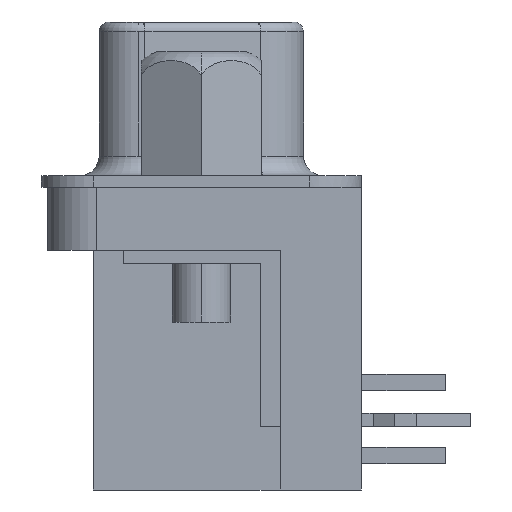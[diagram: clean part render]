
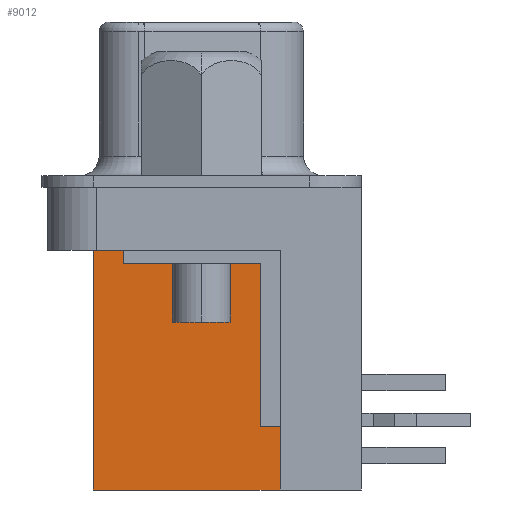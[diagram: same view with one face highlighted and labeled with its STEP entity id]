
A CAD part, left-side view. The second image highlights one B-rep face of the part: STEP entity #9012.
In plain terms, the highlighted planar face has unit normal (-1, 0, 0).
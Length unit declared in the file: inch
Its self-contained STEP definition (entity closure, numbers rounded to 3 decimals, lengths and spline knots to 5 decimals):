
#1480 = DIRECTION ( 'NONE',  ( 0., 1., 0. ) ) ;
#1481 = VECTOR ( 'NONE', #1480, 39.37008 ) ;
#1482 = CARTESIAN_POINT ( 'NONE',  ( -1.107, -0.121, -0.097 ) ) ;
#1483 = LINE ( 'NONE', #1482, #1481 ) ;
#1484 = CARTESIAN_POINT ( 'NONE',  ( -1.107, 0.166, -0.097 ) ) ;
#1797 = CARTESIAN_POINT ( 'NONE',  ( -1.107, -0.121, -0.097 ) ) ;
#1842 = CARTESIAN_POINT ( 'NONE',  ( -1.107, -0.121, -0.465 ) ) ;
#1880 = DIRECTION ( 'NONE',  ( 0., 0., -1. ) ) ;
#1881 = VECTOR ( 'NONE', #1880, 39.37008 ) ;
#1882 = CARTESIAN_POINT ( 'NONE',  ( -1.107, -0.121, 0.19104 ) ) ;
#1883 = LINE ( 'NONE', #1882, #1881 ) ;
#2840 = CARTESIAN_POINT ( 'NONE',  ( -1.107, 0.166, -0.465 ) ) ;
#2868 = DIRECTION ( 'NONE',  ( 0., 0., -1. ) ) ;
#2869 = VECTOR ( 'NONE', #2868, 39.37008 ) ;
#2870 = CARTESIAN_POINT ( 'NONE',  ( -1.107, 0.166, 0.19104 ) ) ;
#2871 = LINE ( 'NONE', #2870, #2869 ) ;
#2988 = DIRECTION ( 'NONE',  ( 0., 1., 0. ) ) ;
#2989 = VECTOR ( 'NONE', #2988, 39.37008 ) ;
#2994 = CARTESIAN_POINT ( 'NONE',  ( -1.107, -0.121, -0.465 ) ) ;
#2995 = LINE ( 'NONE', #2994, #2989 ) ;
#3398 = PLANE ( 'NONE',  #3478 ) ;
#3416 = CARTESIAN_POINT ( 'NONE',  ( -1.107, -0.121, 0.19104 ) ) ;
#3467 = DIRECTION ( 'NONE',  ( 0., 0., 1. ) ) ;
#3469 = DIRECTION ( 'NONE',  ( -1., 0., 0. ) ) ;
#3473 = FACE_OUTER_BOUND ( 'NONE', #9003, .T. ) ;
#3478 = AXIS2_PLACEMENT_3D ( 'NONE', #3416, #3469, #3467 ) ;
#8117 = EDGE_CURVE ( 'NONE', #8324, #8120, #1483, .T. ) ;
#8120 = VERTEX_POINT ( 'NONE', #1484 ) ;
#8324 = VERTEX_POINT ( 'NONE', #1797 ) ;
#8334 = VERTEX_POINT ( 'NONE', #1842 ) ;
#8348 = EDGE_CURVE ( 'NONE', #8324, #8334, #1883, .T. ) ;
#8698 = VERTEX_POINT ( 'NONE', #2840 ) ;
#8723 = EDGE_CURVE ( 'NONE', #8120, #8698, #2871, .T. ) ;
#8789 = EDGE_CURVE ( 'NONE', #8334, #8698, #2995, .T. ) ;
#8982 = ORIENTED_EDGE ( 'NONE', *, *, #8117, .T. ) ;
#9003 = EDGE_LOOP ( 'NONE', ( #9103, #8982, #9159, #9126 ) ) ;
#9012 = ADVANCED_FACE ( 'NONE', ( #3473 ), #3398, .T. ) ;
#9103 = ORIENTED_EDGE ( 'NONE', *, *, #8348, .F. ) ;
#9126 = ORIENTED_EDGE ( 'NONE', *, *, #8789, .F. ) ;
#9159 = ORIENTED_EDGE ( 'NONE', *, *, #8723, .T. ) ;
